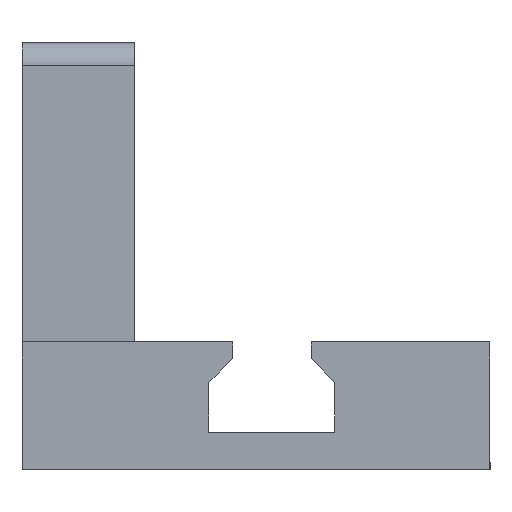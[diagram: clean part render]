
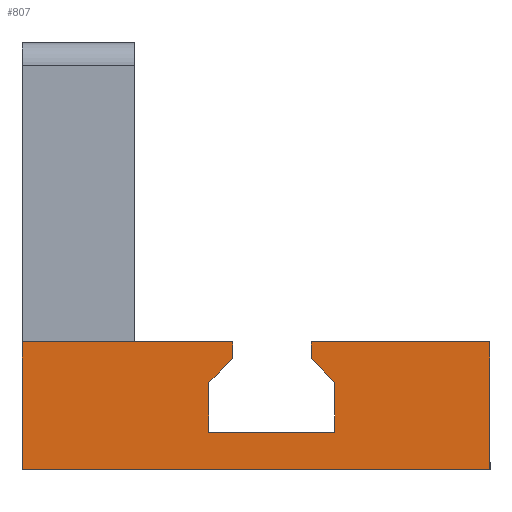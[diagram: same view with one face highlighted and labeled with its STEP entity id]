
A CAD part, front view. The second image highlights one B-rep face of the part: STEP entity #807.
In plain terms, the highlighted face is planar.
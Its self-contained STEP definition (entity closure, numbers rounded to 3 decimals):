
#82=FACE_OUTER_BOUND('',#130,.T.);
#130=EDGE_LOOP('',(#589,#590,#591,#592,#593,#594,#595,#596,#597,#598,#599,
#600));
#188=LINE('',#1197,#276);
#198=LINE('',#1243,#286);
#199=LINE('',#1245,#287);
#200=LINE('',#1247,#288);
#201=LINE('',#1249,#289);
#202=LINE('',#1251,#290);
#203=LINE('',#1253,#291);
#204=LINE('',#1255,#292);
#205=LINE('',#1257,#293);
#206=LINE('',#1259,#294);
#207=LINE('',#1261,#295);
#208=LINE('',#1262,#296);
#276=VECTOR('',#956,10.);
#286=VECTOR('',#1004,1000.);
#287=VECTOR('',#1005,10.);
#288=VECTOR('',#1006,1000.);
#289=VECTOR('',#1007,1000.);
#290=VECTOR('',#1008,1000.);
#291=VECTOR('',#1009,1000.);
#292=VECTOR('',#1010,1000.);
#293=VECTOR('',#1011,1000.);
#294=VECTOR('',#1012,1000.);
#295=VECTOR('',#1013,1000.);
#296=VECTOR('',#1014,1000.);
#365=VERTEX_POINT('',#1194);
#366=VERTEX_POINT('',#1196);
#383=VERTEX_POINT('',#1242);
#384=VERTEX_POINT('',#1244);
#385=VERTEX_POINT('',#1246);
#386=VERTEX_POINT('',#1248);
#387=VERTEX_POINT('',#1250);
#388=VERTEX_POINT('',#1252);
#389=VERTEX_POINT('',#1254);
#390=VERTEX_POINT('',#1256);
#391=VERTEX_POINT('',#1258);
#392=VERTEX_POINT('',#1260);
#443=EDGE_CURVE('',#366,#365,#188,.T.);
#465=EDGE_CURVE('',#383,#366,#198,.T.);
#466=EDGE_CURVE('',#365,#384,#199,.T.);
#467=EDGE_CURVE('',#384,#385,#200,.T.);
#468=EDGE_CURVE('',#385,#386,#201,.T.);
#469=EDGE_CURVE('',#386,#387,#202,.T.);
#470=EDGE_CURVE('',#387,#388,#203,.T.);
#471=EDGE_CURVE('',#388,#389,#204,.T.);
#472=EDGE_CURVE('',#389,#390,#205,.T.);
#473=EDGE_CURVE('',#390,#391,#206,.T.);
#474=EDGE_CURVE('',#391,#392,#207,.T.);
#475=EDGE_CURVE('',#392,#383,#208,.T.);
#589=ORIENTED_EDGE('',*,*,#465,.T.);
#590=ORIENTED_EDGE('',*,*,#443,.T.);
#591=ORIENTED_EDGE('',*,*,#466,.T.);
#592=ORIENTED_EDGE('',*,*,#467,.T.);
#593=ORIENTED_EDGE('',*,*,#468,.T.);
#594=ORIENTED_EDGE('',*,*,#469,.T.);
#595=ORIENTED_EDGE('',*,*,#470,.T.);
#596=ORIENTED_EDGE('',*,*,#471,.T.);
#597=ORIENTED_EDGE('',*,*,#472,.T.);
#598=ORIENTED_EDGE('',*,*,#473,.T.);
#599=ORIENTED_EDGE('',*,*,#474,.T.);
#600=ORIENTED_EDGE('',*,*,#475,.T.);
#773=PLANE('',#880);
#807=ADVANCED_FACE('',(#82),#773,.T.);
#880=AXIS2_PLACEMENT_3D('',#1241,#1002,#1003);
#956=DIRECTION('',(0.,1.,0.));
#1002=DIRECTION('center_axis',(1.,0.,0.));
#1003=DIRECTION('ref_axis',(0.,1.,0.));
#1004=DIRECTION('',(0.,0.,-1.));
#1005=DIRECTION('',(0.,0.,1.));
#1006=DIRECTION('',(0.,-1.,0.));
#1007=DIRECTION('',(0.,0.,-1.));
#1008=DIRECTION('',(0.,1.,0.));
#1009=DIRECTION('',(0.,0.707,0.707));
#1010=DIRECTION('',(0.,1.,0.));
#1011=DIRECTION('',(0.,0.,-1.));
#1012=DIRECTION('',(0.,-1.,0.));
#1013=DIRECTION('',(0.,-0.707,0.707));
#1014=DIRECTION('',(0.,-1.,0.));
#1194=CARTESIAN_POINT('',(65.791,24.729,-2.821));
#1196=CARTESIAN_POINT('',(65.791,17.903,-2.821));
#1197=CARTESIAN_POINT('',(65.791,26.412,-2.821));
#1241=CARTESIAN_POINT('Origin',(65.791,25.777,-2.821));
#1242=CARTESIAN_POINT('',(65.791,17.903,8.418));
#1243=CARTESIAN_POINT('',(65.791,17.903,17.149));
#1244=CARTESIAN_POINT('',(65.791,24.729,22.149));
#1245=CARTESIAN_POINT('',(65.791,24.729,-2.821));
#1246=CARTESIAN_POINT('',(65.791,17.903,22.149));
#1247=CARTESIAN_POINT('',(65.791,25.777,22.149));
#1248=CARTESIAN_POINT('',(65.791,17.903,12.609));
#1249=CARTESIAN_POINT('',(65.791,17.903,17.149));
#1250=CARTESIAN_POINT('',(65.791,18.792,12.609));
#1251=CARTESIAN_POINT('',(65.791,18.792,12.609));
#1252=CARTESIAN_POINT('',(65.791,20.062,13.879));
#1253=CARTESIAN_POINT('',(65.791,18.792,12.609));
#1254=CARTESIAN_POINT('',(65.791,22.729,13.879));
#1255=CARTESIAN_POINT('',(65.791,20.062,13.879));
#1256=CARTESIAN_POINT('',(65.791,22.729,7.148));
#1257=CARTESIAN_POINT('',(65.791,22.729,13.879));
#1258=CARTESIAN_POINT('',(65.791,20.062,7.148));
#1259=CARTESIAN_POINT('',(65.791,22.729,7.148));
#1260=CARTESIAN_POINT('',(65.791,18.792,8.418));
#1261=CARTESIAN_POINT('',(65.791,20.062,7.148));
#1262=CARTESIAN_POINT('',(65.791,17.903,8.418));
